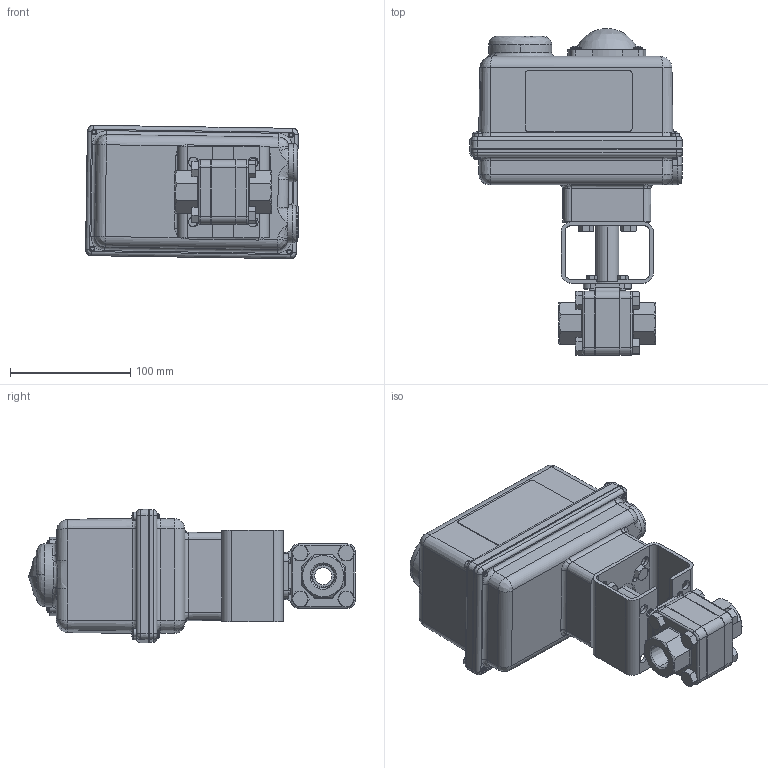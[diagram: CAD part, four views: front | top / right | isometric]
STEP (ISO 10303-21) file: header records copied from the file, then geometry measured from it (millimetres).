
FILE_DESCRIPTION (( 'STEP AP203' ), '1' );
FILE_NAME ('3000F-050-PT_ER-2.STEP', '2017-10-24T17:42:36', ( '' ), ( '' ), 'SwSTEP 2.0', 'SolidWorks 2014', '' );
FILE_SCHEMA (( 'CONFIG_CONTROL_DESIGN' ));
Length unit declared in the file: inch
Products named in the file (1): 3000F-050-PT_ER-2
Bounding box: 176.74 x 271.29 x 110.77 mm (x, y, z)
Volume: 1658855.2 mm3; surface area: 244137.7 mm2
Topology: 25 solids, 25 shells, 1430 faces, 3700 edges, 2392 vertices
Faces by surface type: plane 541, cylinder 473, cone 283, bspline 111, torus 20, sphere 2
Entity records: 66467 total; most frequent: CARTESIAN_POINT 33563, ORIENTED_EDGE 7372, DIRECTION 6037, EDGE_CURVE 3686, VERTEX_POINT 2388, AXIS2_PLACEMENT_3D 2282, EDGE_LOOP 1612, LINE 1473
